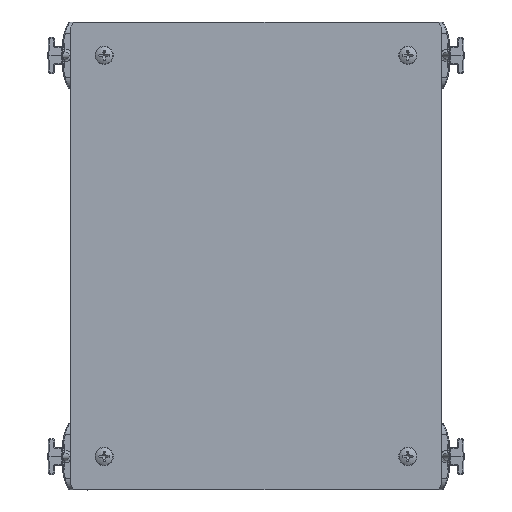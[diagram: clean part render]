
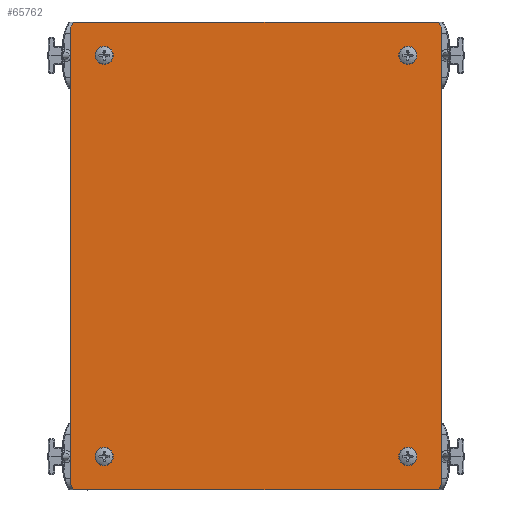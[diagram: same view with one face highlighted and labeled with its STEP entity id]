
A CAD part, top view. The second image highlights one B-rep face of the part: STEP entity #65762.
In plain terms, the highlighted planar face has unit normal (0, 0, 1).
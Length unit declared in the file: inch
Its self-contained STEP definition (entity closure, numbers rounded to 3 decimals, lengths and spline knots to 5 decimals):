
#2768 = ORIENTED_EDGE ( 'NONE', *, *, #26975, .F. ) ;
#3380 = CARTESIAN_POINT ( 'NONE',  ( 3.22705, -4.14959, 0.04 ) ) ;
#4299 = EDGE_CURVE ( 'NONE', #56535, #65681, #9611, .T. ) ;
#4441 = ORIENTED_EDGE ( 'NONE', *, *, #39093, .T. ) ;
#6135 = FACE_BOUND ( 'NONE', #62993, .T. ) ;
#6189 = VERTEX_POINT ( 'NONE', #16864 ) ;
#6443 = CARTESIAN_POINT ( 'NONE',  ( -3.58545, -4.71209, 0.04 ) ) ;
#6505 = CIRCLE ( 'NONE', #80473, 0.125 ) ;
#6547 = EDGE_LOOP ( 'NONE', ( #77189, #103444, #2768, #12993, #42187, #30994, #58132, #90773 ) ) ;
#7415 = CARTESIAN_POINT ( 'NONE',  ( 3.91455, 4.66291, 0.04 ) ) ;
#7533 = EDGE_CURVE ( 'NONE', #24100, #56535, #74069, .T. ) ;
#9611 = LINE ( 'NONE', #63317, #62892 ) ;
#10771 = CARTESIAN_POINT ( 'NONE',  ( 3.91455, -4.71209, 0.04 ) ) ;
#12749 = CARTESIAN_POINT ( 'NONE',  ( -3.58545, 4.66291, 0.04 ) ) ;
#12993 = ORIENTED_EDGE ( 'NONE', *, *, #4299, .F. ) ;
#13451 = AXIS2_PLACEMENT_3D ( 'NONE', #71360, #53790, #37945 ) ;
#15132 = DIRECTION ( 'NONE',  ( 0., 0., 1. ) ) ;
#16802 = DIRECTION ( 'NONE',  ( 0., 0., -1. ) ) ;
#16864 = CARTESIAN_POINT ( 'NONE',  ( 3.35205, -4.14959, 0.04 ) ) ;
#18674 = DIRECTION ( 'NONE',  ( 1., 0., 0. ) ) ;
#19792 = DIRECTION ( 'NONE',  ( 0., 0., -1. ) ) ;
#19978 = CARTESIAN_POINT ( 'NONE',  ( 3.78955, -4.71209, 0.04 ) ) ;
#20061 = EDGE_CURVE ( 'NONE', #51497, #51497, #41775, .T. ) ;
#23540 = CARTESIAN_POINT ( 'NONE',  ( -3.71045, 4.78791, 0.04 ) ) ;
#24100 = VERTEX_POINT ( 'NONE', #25718 ) ;
#25718 = CARTESIAN_POINT ( 'NONE',  ( -3.58545, -4.83709, 0.04 ) ) ;
#26200 = VECTOR ( 'NONE', #57336, 39.37008 ) ;
#26270 = CIRCLE ( 'NONE', #91307, 0.125 ) ;
#26975 = EDGE_CURVE ( 'NONE', #65681, #75320, #51449, .T. ) ;
#27434 = ORIENTED_EDGE ( 'NONE', *, *, #20061, .T. ) ;
#30994 = ORIENTED_EDGE ( 'NONE', *, *, #44034, .F. ) ;
#32108 = AXIS2_PLACEMENT_3D ( 'NONE', #42813, #16802, #51299 ) ;
#34344 = FACE_BOUND ( 'NONE', #71531, .T. ) ;
#34539 = CARTESIAN_POINT ( 'NONE',  ( -2.89745, -4.14959, 0.04 ) ) ;
#34615 = EDGE_LOOP ( 'NONE', ( #27434 ) ) ;
#37804 = CIRCLE ( 'NONE', #104602, 0.125 ) ;
#37945 = DIRECTION ( 'NONE',  ( 1., 0., 0. ) ) ;
#39093 = EDGE_CURVE ( 'NONE', #61124, #61124, #41146, .T. ) ;
#40907 = DIRECTION ( 'NONE',  ( 0., 0., -1. ) ) ;
#41146 = CIRCLE ( 'NONE', #32108, 0.125 ) ;
#41462 = DIRECTION ( 'NONE',  ( -1., 0., 0. ) ) ;
#41775 = CIRCLE ( 'NONE', #65337, 0.125 ) ;
#42187 = ORIENTED_EDGE ( 'NONE', *, *, #7533, .F. ) ;
#42813 = CARTESIAN_POINT ( 'NONE',  ( 3.22705, 4.10041, 0.04 ) ) ;
#43977 = CARTESIAN_POINT ( 'NONE',  ( -3.71045, -4.71209, 0.04 ) ) ;
#43999 = ORIENTED_EDGE ( 'NONE', *, *, #95826, .T. ) ;
#44034 = EDGE_CURVE ( 'NONE', #61758, #24100, #59186, .T. ) ;
#44099 = DIRECTION ( 'NONE',  ( 0., 1., 0. ) ) ;
#45099 = CARTESIAN_POINT ( 'NONE',  ( -2.89745, 4.10041, 0.04 ) ) ;
#49342 = DIRECTION ( 'NONE',  ( 0., 0., -1. ) ) ;
#49634 = DIRECTION ( 'NONE',  ( 1., 0., 0. ) ) ;
#50203 = VERTEX_POINT ( 'NONE', #7415 ) ;
#51299 = DIRECTION ( 'NONE',  ( 1., 0., 0. ) ) ;
#51449 = CIRCLE ( 'NONE', #58652, 0.125 ) ;
#51497 = VERTEX_POINT ( 'NONE', #34539 ) ;
#51770 = DIRECTION ( 'NONE',  ( -1., 0., 0. ) ) ;
#52050 = CARTESIAN_POINT ( 'NONE',  ( 3.35205, 4.10041, 0.04 ) ) ;
#53338 = DIRECTION ( 'NONE',  ( -1., 0., 0. ) ) ;
#53790 = DIRECTION ( 'NONE',  ( 0., 0., -1. ) ) ;
#53908 = DIRECTION ( 'NONE',  ( 0., 0., -1. ) ) ;
#54822 = VECTOR ( 'NONE', #51770, 39.37008 ) ;
#56213 = CARTESIAN_POINT ( 'NONE',  ( 3.91455, 4.78791, 0.04 ) ) ;
#56535 = VERTEX_POINT ( 'NONE', #43977 ) ;
#57336 = DIRECTION ( 'NONE',  ( 0., -1., 0. ) ) ;
#58132 = ORIENTED_EDGE ( 'NONE', *, *, #89345, .F. ) ;
#58652 = AXIS2_PLACEMENT_3D ( 'NONE', #12749, #89629, #97592 ) ;
#59025 = EDGE_CURVE ( 'NONE', #75320, #82976, #82886, .T. ) ;
#59186 = LINE ( 'NONE', #93645, #54822 ) ;
#61124 = VERTEX_POINT ( 'NONE', #52050 ) ;
#61289 = VERTEX_POINT ( 'NONE', #10771 ) ;
#61758 = VERTEX_POINT ( 'NONE', #101992 ) ;
#62219 = CIRCLE ( 'NONE', #13451, 0.125 ) ;
#62892 = VECTOR ( 'NONE', #44099, 39.37008 ) ;
#62993 = EDGE_LOOP ( 'NONE', ( #84488 ) ) ;
#63317 = CARTESIAN_POINT ( 'NONE',  ( -3.71045, -4.83709, 0.04 ) ) ;
#65337 = AXIS2_PLACEMENT_3D ( 'NONE', #108136, #49342, #110346 ) ;
#65681 = VERTEX_POINT ( 'NONE', #104600 ) ;
#65762 = ADVANCED_FACE ( 'NONE', ( #94262, #6135, #93718, #34344, #70418 ), #76193, .T. ) ;
#70418 = FACE_OUTER_BOUND ( 'NONE', #6547, .T. ) ;
#71269 = CARTESIAN_POINT ( 'NONE',  ( 3.78955, 4.66291, 0.04 ) ) ;
#71360 = CARTESIAN_POINT ( 'NONE',  ( -3.02245, 4.10041, 0.04 ) ) ;
#71531 = EDGE_LOOP ( 'NONE', ( #43999 ) ) ;
#74069 = CIRCLE ( 'NONE', #79491, 0.125 ) ;
#75320 = VERTEX_POINT ( 'NONE', #78149 ) ;
#76193 = PLANE ( 'NONE',  #100188 ) ;
#77189 = ORIENTED_EDGE ( 'NONE', *, *, #109786, .F. ) ;
#78149 = CARTESIAN_POINT ( 'NONE',  ( -3.58545, 4.78791, 0.04 ) ) ;
#79491 = AXIS2_PLACEMENT_3D ( 'NONE', #6443, #40907, #41462 ) ;
#80473 = AXIS2_PLACEMENT_3D ( 'NONE', #19978, #53908, #53338 ) ;
#81605 = LINE ( 'NONE', #56213, #26200 ) ;
#82886 = LINE ( 'NONE', #23540, #95706 ) ;
#82976 = VERTEX_POINT ( 'NONE', #95886 ) ;
#84488 = ORIENTED_EDGE ( 'NONE', *, *, #108088, .T. ) ;
#86478 = DIRECTION ( 'NONE',  ( 0., 0., -1. ) ) ;
#87474 = VERTEX_POINT ( 'NONE', #45099 ) ;
#89345 = EDGE_CURVE ( 'NONE', #61289, #61758, #6505, .T. ) ;
#89629 = DIRECTION ( 'NONE',  ( 0., 0., -1. ) ) ;
#90104 = EDGE_LOOP ( 'NONE', ( #4441 ) ) ;
#90265 = DIRECTION ( 'NONE',  ( 1., 0., 0. ) ) ;
#90773 = ORIENTED_EDGE ( 'NONE', *, *, #109551, .F. ) ;
#91307 = AXIS2_PLACEMENT_3D ( 'NONE', #71269, #86478, #105663 ) ;
#93645 = CARTESIAN_POINT ( 'NONE',  ( 3.91455, -4.83709, 0.04 ) ) ;
#93718 = FACE_BOUND ( 'NONE', #90104, .T. ) ;
#94262 = FACE_BOUND ( 'NONE', #34615, .T. ) ;
#95706 = VECTOR ( 'NONE', #90265, 39.37008 ) ;
#95826 = EDGE_CURVE ( 'NONE', #6189, #6189, #37804, .T. ) ;
#95886 = CARTESIAN_POINT ( 'NONE',  ( 3.78955, 4.78791, 0.04 ) ) ;
#97592 = DIRECTION ( 'NONE',  ( 1., 0., 0. ) ) ;
#100188 = AXIS2_PLACEMENT_3D ( 'NONE', #110635, #15132, #49634 ) ;
#101992 = CARTESIAN_POINT ( 'NONE',  ( 3.78955, -4.83709, 0.04 ) ) ;
#103444 = ORIENTED_EDGE ( 'NONE', *, *, #59025, .F. ) ;
#104600 = CARTESIAN_POINT ( 'NONE',  ( -3.71045, 4.66291, 0.04 ) ) ;
#104602 = AXIS2_PLACEMENT_3D ( 'NONE', #3380, #19792, #18674 ) ;
#105663 = DIRECTION ( 'NONE',  ( -1., 0., 0. ) ) ;
#108088 = EDGE_CURVE ( 'NONE', #87474, #87474, #62219, .T. ) ;
#108136 = CARTESIAN_POINT ( 'NONE',  ( -3.02245, -4.14959, 0.04 ) ) ;
#109551 = EDGE_CURVE ( 'NONE', #50203, #61289, #81605, .T. ) ;
#109786 = EDGE_CURVE ( 'NONE', #82976, #50203, #26270, .T. ) ;
#110346 = DIRECTION ( 'NONE',  ( 1., 0., 0. ) ) ;
#110635 = CARTESIAN_POINT ( 'NONE',  ( 0.10205, -0.02459, 0.04 ) ) ;
